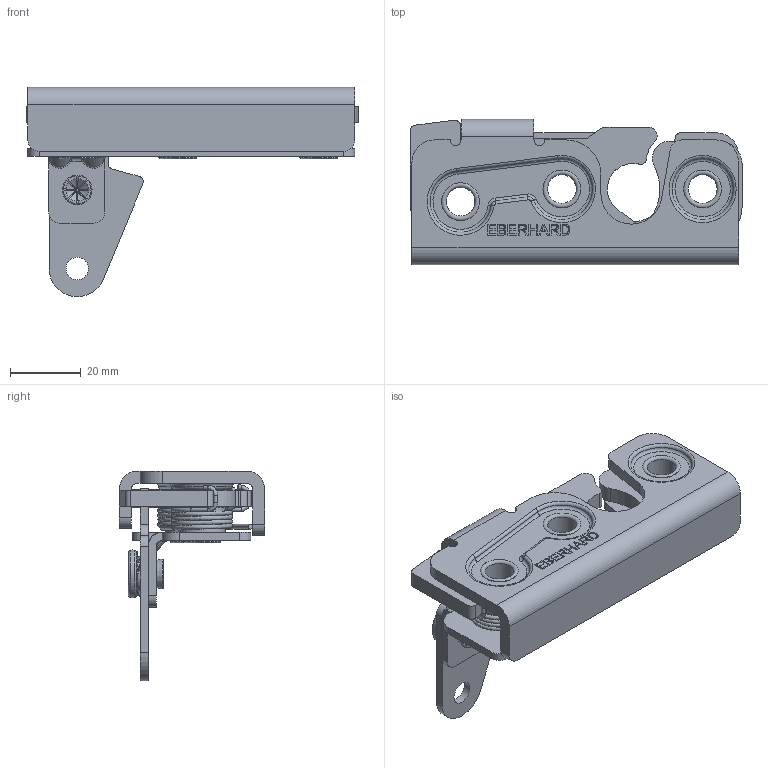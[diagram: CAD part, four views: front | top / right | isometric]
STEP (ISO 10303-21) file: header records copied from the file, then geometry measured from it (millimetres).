
FILE_DESCRIPTION(/* description */ ('Rotary Lock Assembly','CAx-IF Rec.Pracs.---Representation and Presentation of Product Manufacturing Information (PMI)---4.0---2014-10-13'),/* implementation_level */ '2;1');
FILE_NAME(/* name */ '16898-SSBXL.stp',/* time_stamp */ '2022-02-01T09:46:21-05:00',/* author */ ('kbraun'),/* organization */ ('Eberhard Manufacturing Company'),/* preprocessor_version */ 'ST-DEVELOPER v18.1',/* originating_system */ 'Autodesk Inventor 2020',/* authorisation */ '');
FILE_SCHEMA (('AP242_MANAGED_MODEL_BASED_3D_ENGINEERING_MIM_LF { 1 0 10303 442 1 1 4 }'));
Length unit declared in the file: inch
Products named in the file (12): 16898-SSBXL; 400-2XL; 400-1L; 400-3; 400-4; 400-7; 400-SS9 Assembled Left; 400-11L; 400-14X; 10-300-SS26; 400-6; 16898-SS5
Assembly tree (13 placements, depth 2):
  16898-SSBXL
    400-2XL
    400-1L
    400-3
    400-4
    400-7  x3
    400-SS9 Assembled Left
    400-11L
    400-14X
    10-300-SS26
    400-6
    16898-SS5
Bounding box: 93.68 x 41 x 59.1 mm (x, y, z)
Volume: 35420.1 mm3; surface area: 31914.3 mm2
Topology: 13 solids, 13 shells, 600 faces, 2061 edges, 1951 vertices
Faces by surface type: plane 232, bspline 165, cylinder 158, torus 38, cone 7
Full cylindrical faces by diameter (mm): 1.219 x7, 1.321 x4, 6.286 x1, 6.35 x1, 6.604 x1, 8.115 x3, 9.601 x1, 9.779 x1, 9.842 x6, 9.97 x1, 10.033 x6, 10.16 x6, 11.367 x3, 11.748 x3, 12.7 x1, 13.335 x3
Entity records: 25096 total; most frequent: CARTESIAN_POINT 9510, ORIENTED_EDGE 2992, DIRECTION 2624, EDGE_CURVE 1496, VERTEX_POINT 990, AXIS2_PLACEMENT_3D 937, LINE 750, VECTOR 750
